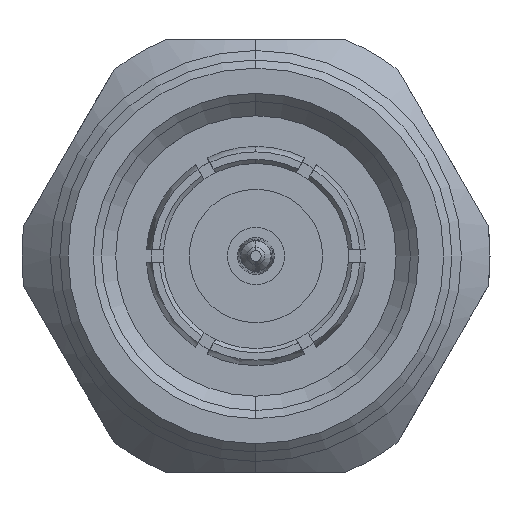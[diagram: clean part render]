
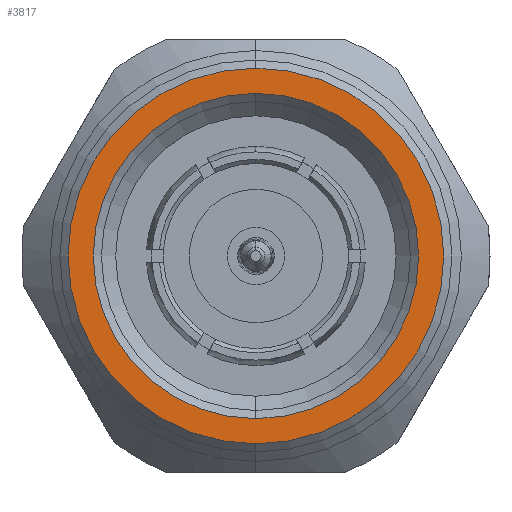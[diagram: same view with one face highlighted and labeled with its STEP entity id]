
A CAD part, left-side view. The second image highlights one B-rep face of the part: STEP entity #3817.
In plain terms, the highlighted planar face has unit normal (-1, 0, 0).
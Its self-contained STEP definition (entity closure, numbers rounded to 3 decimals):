
#213 = FACE_OUTER_BOUND ( 'NONE', #3655, .T. ) ;
#251 = CARTESIAN_POINT ( 'NONE',  ( 0., 0., 5.975 ) ) ;
#276 = AXIS2_PLACEMENT_3D ( 'NONE', #2874, #3186, #781 ) ;
#510 = VERTEX_POINT ( 'NONE', #5067 ) ;
#521 = ORIENTED_EDGE ( 'NONE', *, *, #739, .F. ) ;
#580 = AXIS2_PLACEMENT_3D ( 'NONE', #1377, #2610, #4541 ) ;
#644 = VERTEX_POINT ( 'NONE', #1143 ) ;
#739 = EDGE_CURVE ( 'NONE', #510, #4134, #1005, .T. ) ;
#781 = DIRECTION ( 'NONE',  ( 0., 0., -1. ) ) ;
#786 = FACE_BOUND ( 'NONE', #2702, .T. ) ;
#1005 = CIRCLE ( 'NONE', #276, 6.9 ) ;
#1143 = CARTESIAN_POINT ( 'NONE',  ( 0., 0., -5.975 ) ) ;
#1341 = DIRECTION ( 'NONE',  ( 0., 0., 1. ) ) ;
#1364 = CIRCLE ( 'NONE', #4316, 6.9 ) ;
#1377 = CARTESIAN_POINT ( 'NONE',  ( 0., 0., 0. ) ) ;
#1400 = CARTESIAN_POINT ( 'NONE',  ( 0., 6.9, 0. ) ) ;
#1788 = CARTESIAN_POINT ( 'NONE',  ( 0., 0., 0. ) ) ;
#1804 = AXIS2_PLACEMENT_3D ( 'NONE', #1400, #3799, #4648 ) ;
#1862 = DIRECTION ( 'NONE',  ( 1., 0., 0. ) ) ;
#1996 = CIRCLE ( 'NONE', #4532, 5.975 ) ;
#2286 = EDGE_CURVE ( 'NONE', #4528, #644, #1996, .T. ) ;
#2610 = DIRECTION ( 'NONE',  ( 1., 0., 0. ) ) ;
#2647 = PLANE ( 'NONE',  #1804 ) ;
#2702 = EDGE_LOOP ( 'NONE', ( #4156, #4052 ) ) ;
#2724 = EDGE_CURVE ( 'NONE', #4134, #510, #1364, .T. ) ;
#2874 = CARTESIAN_POINT ( 'NONE',  ( 0., 0., 0. ) ) ;
#3019 = CIRCLE ( 'NONE', #580, 5.975 ) ;
#3052 = EDGE_CURVE ( 'NONE', #644, #4528, #3019, .T. ) ;
#3186 = DIRECTION ( 'NONE',  ( 1., 0., 0. ) ) ;
#3655 = EDGE_LOOP ( 'NONE', ( #521, #4046 ) ) ;
#3799 = DIRECTION ( 'NONE',  ( 1., 0., 0. ) ) ;
#3817 = ADVANCED_FACE ( 'NONE', ( #213, #786 ), #2647, .F. ) ;
#3833 = CARTESIAN_POINT ( 'NONE',  ( 0., 0., 0. ) ) ;
#3982 = CARTESIAN_POINT ( 'NONE',  ( 0., 0., 6.9 ) ) ;
#4046 = ORIENTED_EDGE ( 'NONE', *, *, #2724, .F. ) ;
#4052 = ORIENTED_EDGE ( 'NONE', *, *, #3052, .T. ) ;
#4134 = VERTEX_POINT ( 'NONE', #3982 ) ;
#4156 = ORIENTED_EDGE ( 'NONE', *, *, #2286, .T. ) ;
#4316 = AXIS2_PLACEMENT_3D ( 'NONE', #3833, #1862, #4634 ) ;
#4528 = VERTEX_POINT ( 'NONE', #251 ) ;
#4532 = AXIS2_PLACEMENT_3D ( 'NONE', #1788, #4558, #1341 ) ;
#4541 = DIRECTION ( 'NONE',  ( 0., 0., 1. ) ) ;
#4558 = DIRECTION ( 'NONE',  ( 1., 0., 0. ) ) ;
#4634 = DIRECTION ( 'NONE',  ( 0., 0., -1. ) ) ;
#4648 = DIRECTION ( 'NONE',  ( 0., 0., -1. ) ) ;
#5067 = CARTESIAN_POINT ( 'NONE',  ( 0., 0., -6.9 ) ) ;
